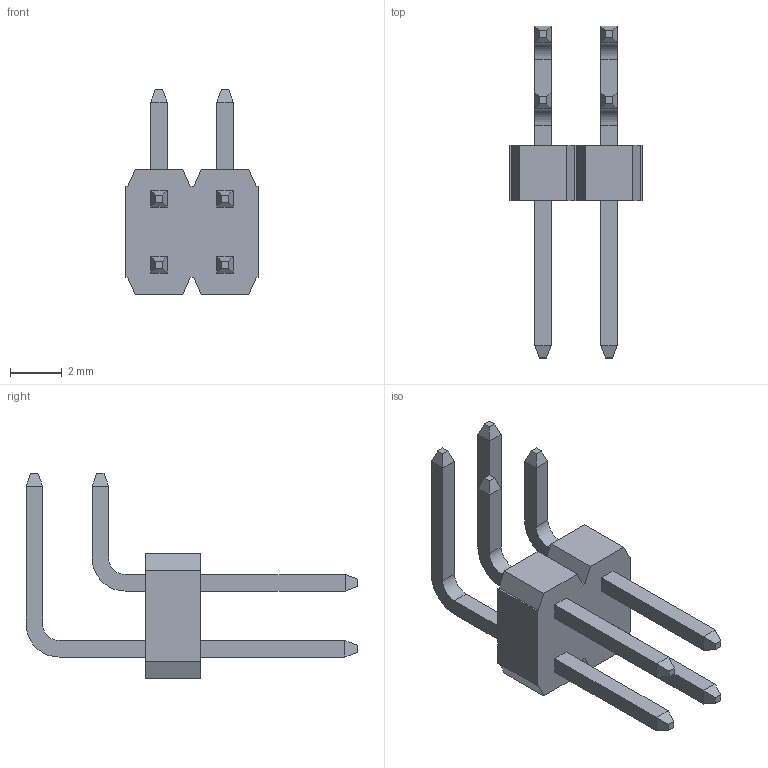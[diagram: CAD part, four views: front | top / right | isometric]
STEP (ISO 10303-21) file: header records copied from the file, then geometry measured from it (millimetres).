
FILE_DESCRIPTION((''),'2;1');
FILE_NAME('68021-X04','2019-08-22T',('KumarP'),('AFCI'),'CREO PARAMETRIC BY PTC INC, 2016130','CREO PARAMETRIC BY PTC INC, 2016130','');
FILE_SCHEMA(('CONFIG_CONTROL_DESIGN'));
Length unit declared in the file: inch
Products named in the file (1): 68021-X04
Bounding box: 5.08 x 12.76 x 7.89 mm (x, y, z)
Volume: 72 mm3; surface area: 229.1 mm2
Topology: 1 solids, 1 shells, 112 faces, 274 edges, 172 vertices
Faces by surface type: plane 104, cylinder 8
Entity records: 3238 total; most frequent: CARTESIAN_POINT 558, ORIENTED_EDGE 548, DIRECTION 514, EDGE_CURVE 274, VECTOR 258, LINE 258, VERTEX_POINT 172, AXIS2_PLACEMENT_3D 128
